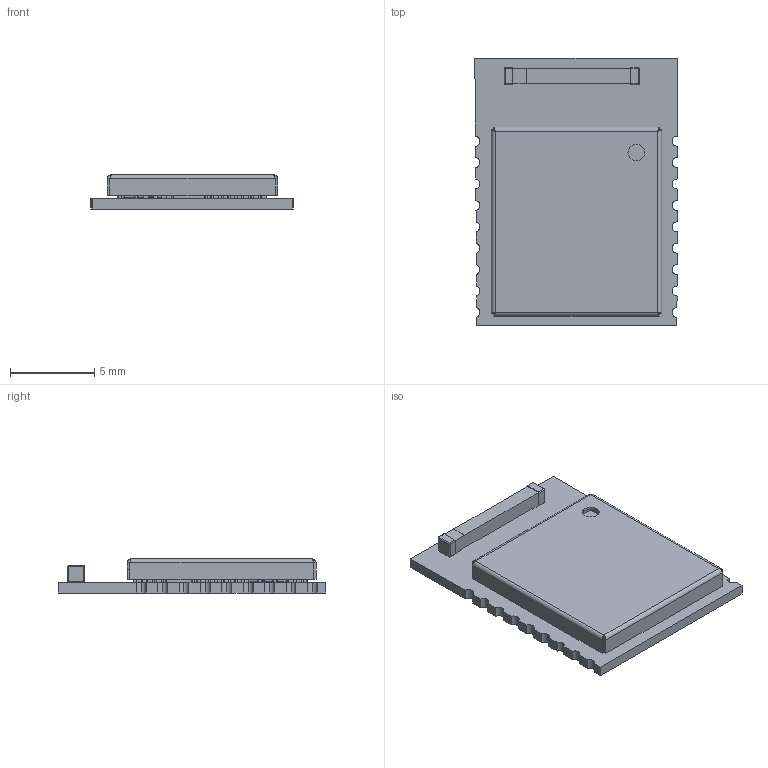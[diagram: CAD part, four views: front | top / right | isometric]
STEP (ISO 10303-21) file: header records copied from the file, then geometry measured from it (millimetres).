
FILE_DESCRIPTION(('Open CASCADE Model'),'2;1');
FILE_NAME('Open CASCADE Shape Model','2019-03-11T11:16:59',('Author'),( 'Open CASCADE'),'Open CASCADE STEP processor 6.8','Open CASCADE 6.8' ,'Unknown');
FILE_SCHEMA(('AUTOMOTIVE_DESIGN { 1 0 10303 214 1 1 1 1 }'));
Length unit declared in the file: millimetre
Products named in the file (34): PCB; Board; MC12; 0201; MC6; shield; ms50sfa; A1; ant8010; U1; N52832-QFN; MR4; MR2; ML7; 0402; MC20; MC19; MC4; MC1; MC2; MC3; MC5; MC7; MC8; MC9; MC10; MC11; ML1; Y2; epson2016; ML6; MR1; Free-Models; 2012crystal
Assembly tree (52 placements, depth 3):
  PCB
    Board
    MC12
      0201
    MC6
      0201
    shield
      ms50sfa
    A1
      ant8010
    U1
      N52832-QFN
    MR4
      0201
    MR2
      0201
    ML7
      0402
    MC20
      0201
    MC19
      0201
    MC4
      0201
    MC1
      0201
    MC2
      0201
    MC3
      0201
    MC5
      0201
    MC7
      0201
    MC8
      0201
    MC9
      0402
    MC10
      0201
    MC11
      0201
    ML1
      0402
    Y2
      epson2016
    ML6
      0201
    MR1
      0201
    Free-Models
      2012crystal
      N52832-QFN
Bounding box: 12 x 15.86 x 2.02 mm (x, y, z)
Volume: 216.1 mm3; surface area: 1003.4 mm2
Topology: 27 solids, 27 shells, 2334 faces, 6130 edges, 3784 vertices
Faces by surface type: plane 1254, cylinder 596, extrusion 308, bspline 144, sphere 32
Full cylindrical faces by diameter (mm): 0.6 x9
Entity records: 32623 total; most frequent: CARTESIAN_POINT 7449, ORIENTED_EDGE 5020, DIRECTION 4300, EDGE_CURVE 2510, VECTOR 2002, LINE 1848, VERTEX_POINT 1632, AXIS2_PLACEMENT_3D 1149
